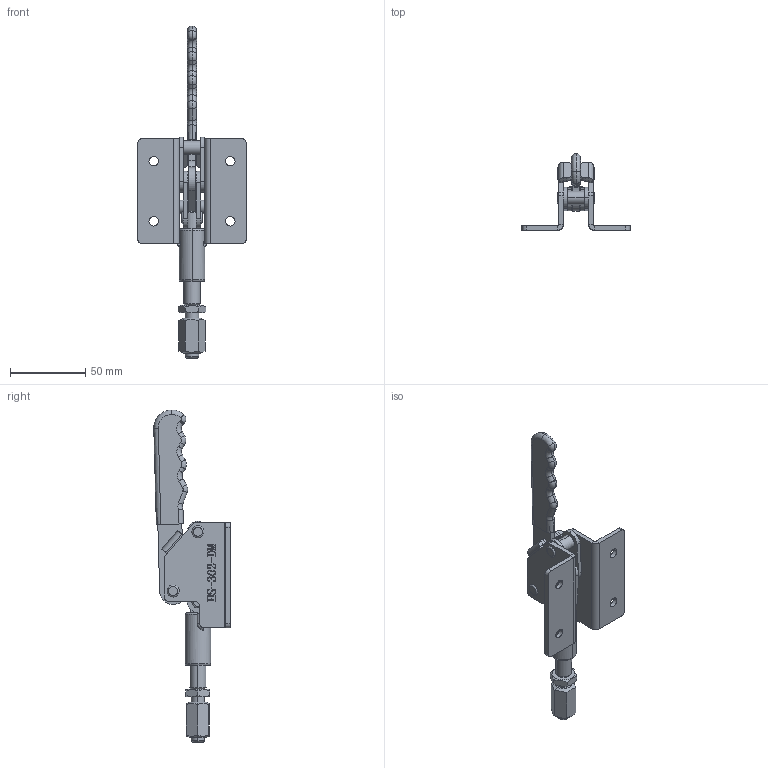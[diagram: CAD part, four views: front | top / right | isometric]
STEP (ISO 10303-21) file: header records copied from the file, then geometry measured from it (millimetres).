
FILE_DESCRIPTION (( 'STEP AP203' ), '1' );
FILE_NAME ('HS-302-DM .STEP', '2019-08-12T01:23:20', ( '微软用户' ), ( '微软中国' ), 'SwSTEP 2.0', 'SolidWorks 2012', '' );
FILE_SCHEMA (( 'CONFIG_CONTROL_DESIGN' ));
Length unit declared in the file: millimetre
Products named in the file (15): HS-302-DM ; 傻杶; 酗階杶; hex thin nuts-grades ab-chamfered gb_GB_FASTENER_NUT_STNAB M10-N; 蹟譫; 种3; 种2; 种1; 挴裝; 忒梟; 忒參; 蟀裝1; 蟀裝; 菁釱
Assembly tree (17 placements, depth 2):
  HS-302-DM 
    菁釱
    蟀裝  x2
    蟀裝1  x2
    忒參
    忒梟
    挴裝
    种1
    种2
    种2
    种3
    蹟譫
    hex thin nuts-grades ab-chamfered gb_GB_FASTENER_NUT_STNAB M10-N
    酗階杶
    傻杶  x2
Bounding box: 72 x 50.88 x 221.01 mm (x, y, z)
Volume: 61182.9 mm3; surface area: 43466.4 mm2
Topology: 20 solids, 20 shells, 728 faces, 1865 edges, 1209 vertices
Faces by surface type: plane 354, cylinder 145, bspline 141, torus 48, cone 40
Entity records: 29908 total; most frequent: CARTESIAN_POINT 11984, ORIENTED_EDGE 3566, DIRECTION 2995, EDGE_CURVE 1783, VERTEX_POINT 1157, LINE 1071, VECTOR 1071, AXIS2_PLACEMENT_3D 962
